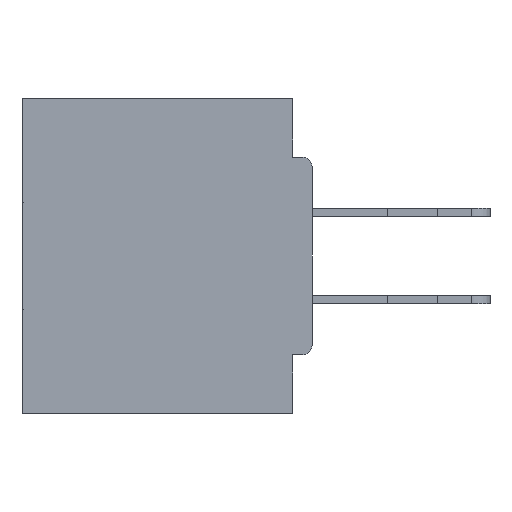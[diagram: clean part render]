
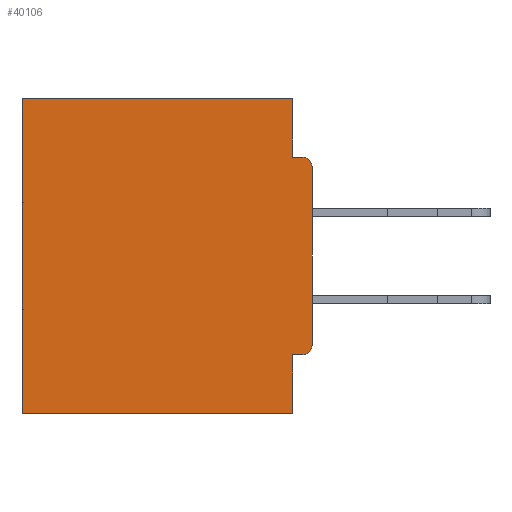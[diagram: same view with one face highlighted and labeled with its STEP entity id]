
A CAD part, left-side view. The second image highlights one B-rep face of the part: STEP entity #40106.
In plain terms, the highlighted planar face has unit normal (-1, 0, 0).
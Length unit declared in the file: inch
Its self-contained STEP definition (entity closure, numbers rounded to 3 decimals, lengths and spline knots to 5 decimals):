
#100 = ORIENTED_EDGE ( 'NONE', *, *, #3438, .F. ) ;
#342 = EDGE_CURVE ( 'NONE', #4036, #40356, #29348, .T. ) ;
#574 = CARTESIAN_POINT ( 'NONE',  ( 0.298, 0.015, -0.0935 ) ) ;
#798 = EDGE_CURVE ( 'NONE', #18020, #29370, #26197, .T. ) ;
#1540 = VECTOR ( 'NONE', #15089, 39.37008 ) ;
#1812 = DIRECTION ( 'NONE',  ( 0., 0., -1. ) ) ;
#1976 = DIRECTION ( 'NONE',  ( 0., 1., 0. ) ) ;
#2446 = CIRCLE ( 'NONE', #14391, 0.015 ) ;
#2878 = CARTESIAN_POINT ( 'NONE',  ( 0.298, 0.46, 0. ) ) ;
#2962 = ORIENTED_EDGE ( 'NONE', *, *, #25356, .T. ) ;
#3438 = EDGE_CURVE ( 'NONE', #6188, #40356, #10863, .T. ) ;
#4036 = VERTEX_POINT ( 'NONE', #37205 ) ;
#4887 = AXIS2_PLACEMENT_3D ( 'NONE', #27655, #35225, #1812 ) ;
#5129 = LINE ( 'NONE', #25169, #28162 ) ;
#5322 = EDGE_CURVE ( 'NONE', #33391, #6188, #33158, .T. ) ;
#6188 = VERTEX_POINT ( 'NONE', #12012 ) ;
#7324 = CARTESIAN_POINT ( 'NONE',  ( 0.298, 0.031, -0.4065 ) ) ;
#7490 = CARTESIAN_POINT ( 'NONE',  ( 0.298, 0.031, -0.5 ) ) ;
#8062 = VECTOR ( 'NONE', #23027, 39.37008 ) ;
#9328 = VERTEX_POINT ( 'NONE', #40047 ) ;
#9527 = VECTOR ( 'NONE', #41160, 39.37008 ) ;
#10863 = LINE ( 'NONE', #28174, #12891 ) ;
#11397 = DIRECTION ( 'NONE',  ( 0., -1., 0. ) ) ;
#11649 = LINE ( 'NONE', #34514, #9527 ) ;
#12012 = CARTESIAN_POINT ( 'NONE',  ( 0.298, 0.031, -0.0935 ) ) ;
#12891 = VECTOR ( 'NONE', #11397, 39.37008 ) ;
#13741 = DIRECTION ( 'NONE',  ( 0., 0., -1. ) ) ;
#13915 = FACE_OUTER_BOUND ( 'NONE', #23199, .T. ) ;
#14278 = VERTEX_POINT ( 'NONE', #7324 ) ;
#14391 = AXIS2_PLACEMENT_3D ( 'NONE', #25582, #41997, #28518 ) ;
#14459 = EDGE_CURVE ( 'NONE', #38629, #14278, #11649, .T. ) ;
#14803 = EDGE_CURVE ( 'NONE', #14278, #18020, #19979, .T. ) ;
#15089 = DIRECTION ( 'NONE',  ( 0., 1., 0. ) ) ;
#16327 = ORIENTED_EDGE ( 'NONE', *, *, #5322, .F. ) ;
#16748 = PLANE ( 'NONE',  #42624 ) ;
#16857 = EDGE_CURVE ( 'NONE', #38629, #9328, #2446, .T. ) ;
#16894 = CARTESIAN_POINT ( 'NONE',  ( 0.298, 0., 0. ) ) ;
#18020 = VERTEX_POINT ( 'NONE', #7490 ) ;
#18266 = CARTESIAN_POINT ( 'NONE',  ( 0.298, 0.031, -0.5 ) ) ;
#18688 = DIRECTION ( 'NONE',  ( 0., 0., -1. ) ) ;
#19660 = CARTESIAN_POINT ( 'NONE',  ( 0.298, 0.031, 0. ) ) ;
#19979 = LINE ( 'NONE', #18266, #21065 ) ;
#21065 = VECTOR ( 'NONE', #18688, 39.37008 ) ;
#21701 = DIRECTION ( 'NONE',  ( 0., 0., -1. ) ) ;
#21864 = LINE ( 'NONE', #40209, #29647 ) ;
#22071 = EDGE_CURVE ( 'NONE', #4036, #9328, #5129, .T. ) ;
#23027 = DIRECTION ( 'NONE',  ( 0., 0., -1. ) ) ;
#23199 = EDGE_LOOP ( 'NONE', ( #37922, #100, #16327, #23497, #2962, #29648, #23684, #29419, #28686, #31922 ) ) ;
#23497 = ORIENTED_EDGE ( 'NONE', *, *, #27211, .T. ) ;
#23684 = ORIENTED_EDGE ( 'NONE', *, *, #14803, .F. ) ;
#25169 = CARTESIAN_POINT ( 'NONE',  ( 0.298, 0., 0. ) ) ;
#25356 = EDGE_CURVE ( 'NONE', #41031, #29370, #21864, .T. ) ;
#25582 = CARTESIAN_POINT ( 'NONE',  ( 0.298, 0.015, -0.3915 ) ) ;
#25893 = CARTESIAN_POINT ( 'NONE',  ( 0.298, 0., 0. ) ) ;
#26197 = LINE ( 'NONE', #35058, #1540 ) ;
#27211 = EDGE_CURVE ( 'NONE', #33391, #41031, #37298, .T. ) ;
#27655 = CARTESIAN_POINT ( 'NONE',  ( 0.298, 0.015, -0.1085 ) ) ;
#28162 = VECTOR ( 'NONE', #21701, 39.37008 ) ;
#28174 = CARTESIAN_POINT ( 'NONE',  ( 0.298, 0., -0.0935 ) ) ;
#28518 = DIRECTION ( 'NONE',  ( 0., 0., -1. ) ) ;
#28686 = ORIENTED_EDGE ( 'NONE', *, *, #16857, .T. ) ;
#29348 = CIRCLE ( 'NONE', #4887, 0.015 ) ;
#29370 = VERTEX_POINT ( 'NONE', #34979 ) ;
#29419 = ORIENTED_EDGE ( 'NONE', *, *, #14459, .F. ) ;
#29647 = VECTOR ( 'NONE', #13741, 39.37008 ) ;
#29648 = ORIENTED_EDGE ( 'NONE', *, *, #798, .F. ) ;
#30178 = DIRECTION ( 'NONE',  ( 1., 0., 0. ) ) ;
#30439 = CARTESIAN_POINT ( 'NONE',  ( 0.298, 0.015, -0.4065 ) ) ;
#31922 = ORIENTED_EDGE ( 'NONE', *, *, #22071, .F. ) ;
#33158 = LINE ( 'NONE', #42771, #8062 ) ;
#33391 = VERTEX_POINT ( 'NONE', #19660 ) ;
#34514 = CARTESIAN_POINT ( 'NONE',  ( 0.298, 0., -0.4065 ) ) ;
#34979 = CARTESIAN_POINT ( 'NONE',  ( 0.298, 0.46, -0.5 ) ) ;
#35058 = CARTESIAN_POINT ( 'NONE',  ( 0.298, 0., -0.5 ) ) ;
#35225 = DIRECTION ( 'NONE',  ( -1., 0., 0. ) ) ;
#36886 = DIRECTION ( 'NONE',  ( 0., 0., -1. ) ) ;
#37205 = CARTESIAN_POINT ( 'NONE',  ( 0.298, 0., -0.1085 ) ) ;
#37298 = LINE ( 'NONE', #25893, #42950 ) ;
#37922 = ORIENTED_EDGE ( 'NONE', *, *, #342, .T. ) ;
#38629 = VERTEX_POINT ( 'NONE', #30439 ) ;
#40047 = CARTESIAN_POINT ( 'NONE',  ( 0.298, 0., -0.3915 ) ) ;
#40106 = ADVANCED_FACE ( 'NONE', ( #13915 ), #16748, .F. ) ;
#40209 = CARTESIAN_POINT ( 'NONE',  ( 0.298, 0.46, 0. ) ) ;
#40356 = VERTEX_POINT ( 'NONE', #574 ) ;
#41031 = VERTEX_POINT ( 'NONE', #2878 ) ;
#41160 = DIRECTION ( 'NONE',  ( 0., 1., 0. ) ) ;
#41997 = DIRECTION ( 'NONE',  ( -1., 0., 0. ) ) ;
#42624 = AXIS2_PLACEMENT_3D ( 'NONE', #16894, #30178, #36886 ) ;
#42771 = CARTESIAN_POINT ( 'NONE',  ( 0.298, 0.031, -0.5 ) ) ;
#42950 = VECTOR ( 'NONE', #1976, 39.37008 ) ;
